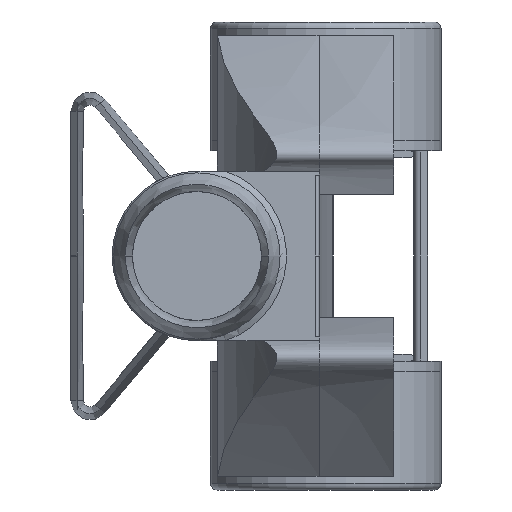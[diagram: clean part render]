
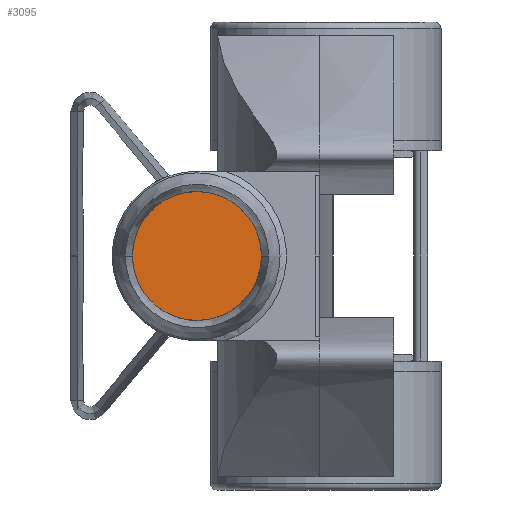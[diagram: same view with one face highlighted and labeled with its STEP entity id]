
A CAD part, left-side view. The second image highlights one B-rep face of the part: STEP entity #3095.
In plain terms, the highlighted planar face has unit normal (-1, 0, 0).
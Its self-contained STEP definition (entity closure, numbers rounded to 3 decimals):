
#301=PLANE('',#3367);
#910=FACE_OUTER_BOUND('',#1089,.T.);
#1089=EDGE_LOOP('',(#2896));
#1216=CIRCLE('',#3366,9.5);
#1517=VERTEX_POINT('',#7470);
#1983=EDGE_CURVE('',#1517,#1517,#1216,.T.);
#2896=ORIENTED_EDGE('',*,*,#1983,.F.);
#3095=ADVANCED_FACE('',(#910),#301,.F.);
#3366=AXIS2_PLACEMENT_3D('',#7472,#4080,#4081);
#3367=AXIS2_PLACEMENT_3D('',#7473,#4082,#4083);
#4080=DIRECTION('center_axis',(1.,0.,0.));
#4081=DIRECTION('ref_axis',(0.,1.,0.));
#4082=DIRECTION('center_axis',(1.,0.,0.));
#4083=DIRECTION('ref_axis',(0.,0.,-1.));
#7470=CARTESIAN_POINT('',(50.,19.5,0.));
#7472=CARTESIAN_POINT('Origin',(50.,29.,0.));
#7473=CARTESIAN_POINT('Origin',(50.,29.,4.75));
